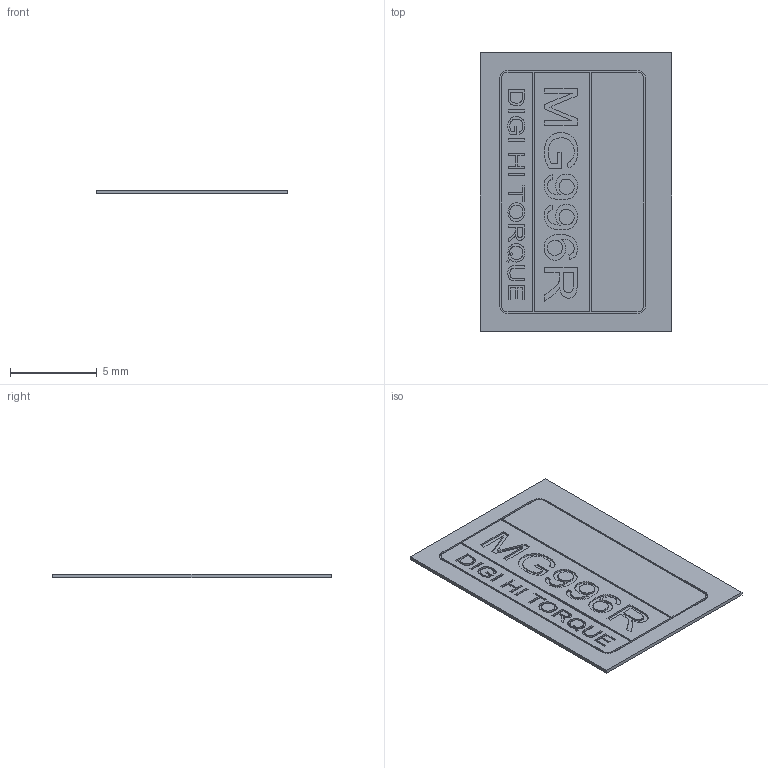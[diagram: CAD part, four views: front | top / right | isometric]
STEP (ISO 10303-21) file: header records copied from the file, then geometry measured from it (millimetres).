
FILE_DESCRIPTION(/* description */ ('STEP AP214'),/* implementation_level */ '2;1');
FILE_NAME(/* name */ '681926b750d50a4ee48758e0',/* time_stamp */ '2025-05-05T20:59:36Z',/* author */ (''),/* organization */ (''),/* preprocessor_version */ 'ST-DEVELOPER v20',/* originating_system */ 'ONSHAPE BY PTC INC, 1.197',/* authorisation */ ' ');
FILE_SCHEMA (('AUTOMOTIVE_DESIGN {1 0 10303 214 3 1 1}'));
Length unit declared in the file: metre
Products named in the file (1): Compound
Bounding box: 11 x 16 x 0.2 mm (x, y, z)
Volume: 33.2 mm3; surface area: 390.1 mm2
Topology: 1 solids, 1 shells, 405 faces, 1119 edges, 746 vertices
Faces by surface type: cylinder 190, plane 162, bspline 53
Entity records: 16292 total; most frequent: CARTESIAN_POINT 3451, ORIENTED_EDGE 2238, DIRECTION 1900, EDGE_CURVE 1119, VERTEX_POINT 746, AXIS2_PLACEMENT_3D 733, EDGE_LOOP 435, FACE_BOUND 435
